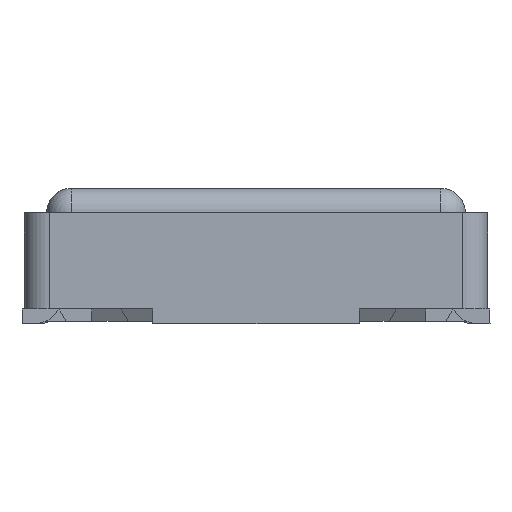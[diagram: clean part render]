
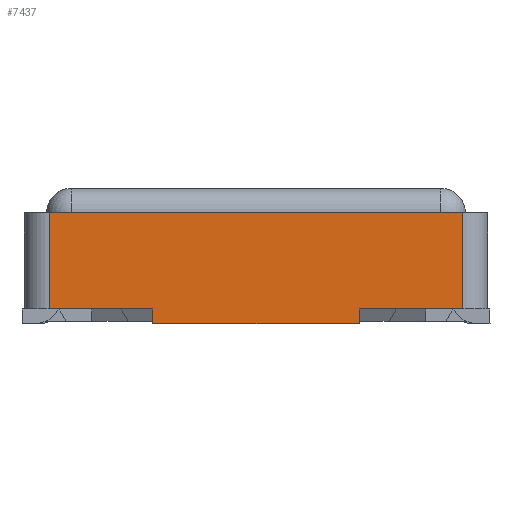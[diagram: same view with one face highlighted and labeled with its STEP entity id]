
A CAD part, left-side view. The second image highlights one B-rep face of the part: STEP entity #7437.
In plain terms, the highlighted planar face has unit normal (-1, 0, 0).
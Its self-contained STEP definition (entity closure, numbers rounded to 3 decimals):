
#253=DIRECTION('',(0.,0.,1.));
#254=VECTOR('',#253,0.39);
#255=CARTESIAN_POINT('',(-4.625,-0.84,0.05));
#256=LINE('',#255,#254);
#265=DIRECTION('',(0.,-1.,0.));
#266=VECTOR('',#265,1.68);
#267=CARTESIAN_POINT('',(-4.625,0.84,0.44));
#268=LINE('',#267,#266);
#269=DIRECTION('',(0.,0.,-1.));
#270=VECTOR('',#269,0.06);
#271=CARTESIAN_POINT('',(-4.625,-0.42,0.05));
#272=LINE('',#271,#270);
#281=DIRECTION('',(0.,0.,-1.));
#282=VECTOR('',#281,0.39);
#283=CARTESIAN_POINT('',(-4.625,0.84,0.44));
#284=LINE('',#283,#282);
#4287=DIRECTION('',(0.,-1.,0.));
#4288=VECTOR('',#4287,0.42);
#4289=CARTESIAN_POINT('',(-4.625,0.84,0.05));
#4290=LINE('',#4289,#4288);
#4291=DIRECTION('',(0.,-1.,0.));
#4292=VECTOR('',#4291,0.42);
#4293=CARTESIAN_POINT('',(-4.625,-0.42,0.05));
#4294=LINE('',#4293,#4292);
#4349=DIRECTION('',(0.,0.,-1.));
#4350=VECTOR('',#4349,0.06);
#4351=CARTESIAN_POINT('',(-4.625,0.42,0.05));
#4352=LINE('',#4351,#4350);
#4366=DIRECTION('',(0.,-1.,0.));
#4367=VECTOR('',#4366,0.84);
#4368=CARTESIAN_POINT('',(-4.625,0.42,
-0.01));
#4369=LINE('',#4368,#4367);
#5843=CARTESIAN_POINT('',(-4.625,0.84,0.05));
#5844=VERTEX_POINT('',#5843);
#5845=CARTESIAN_POINT('',(-4.625,-0.84,0.05));
#5846=VERTEX_POINT('',#5845);
#5847=CARTESIAN_POINT('',(-4.625,0.42,0.05));
#5848=VERTEX_POINT('',#5847);
#5853=CARTESIAN_POINT('',(-4.625,-0.42,0.05));
#5854=VERTEX_POINT('',#5853);
#5887=CARTESIAN_POINT('',(-4.625,-0.42,
-0.01));
#5888=VERTEX_POINT('',#5887);
#5889=CARTESIAN_POINT('',(-4.625,0.42,
-0.01));
#5890=VERTEX_POINT('',#5889);
#6896=CARTESIAN_POINT('',(-4.625,0.84,0.44));
#6897=VERTEX_POINT('',#6896);
#6914=CARTESIAN_POINT('',(-4.625,-0.84,0.44));
#6915=VERTEX_POINT('',#6914);
#7415=CARTESIAN_POINT('',(-4.625,0.94,0.));
#7416=DIRECTION('',(-1.,0.,0.));
#7417=DIRECTION('',(0.,-1.,0.));
#7418=AXIS2_PLACEMENT_3D('',#7415,#7416,#7417);
#7419=PLANE('',#7418);
#7421=ORIENTED_EDGE('',*,*,#7420,.F.);
#7423=ORIENTED_EDGE('',*,*,#7422,.T.);
#7424=ORIENTED_EDGE('',*,*,#7401,.F.);
#7426=ORIENTED_EDGE('',*,*,#7425,.F.);
#7428=ORIENTED_EDGE('',*,*,#7427,.T.);
#7430=ORIENTED_EDGE('',*,*,#7429,.F.);
#7432=ORIENTED_EDGE('',*,*,#7431,.F.);
#7434=ORIENTED_EDGE('',*,*,#7433,.F.);
#7435=EDGE_LOOP('',(#7421,#7423,#7424,#7426,#7428,#7430,#7432,#7434));
#7436=FACE_OUTER_BOUND('',#7435,.F.);
#7437=ADVANCED_FACE('',(#7436),#7419,.T.);
#7401=EDGE_CURVE('',#5846,#6915,#256,.T.);
#7420=EDGE_CURVE('',#6897,#5844,#284,.T.);
#7422=EDGE_CURVE('',#6897,#6915,#268,.T.);
#7425=EDGE_CURVE('',#5854,#5846,#4294,.T.);
#7427=EDGE_CURVE('',#5854,#5888,#272,.T.);
#7429=EDGE_CURVE('',#5890,#5888,#4369,.T.);
#7431=EDGE_CURVE('',#5848,#5890,#4352,.T.);
#7433=EDGE_CURVE('',#5844,#5848,#4290,.T.);
